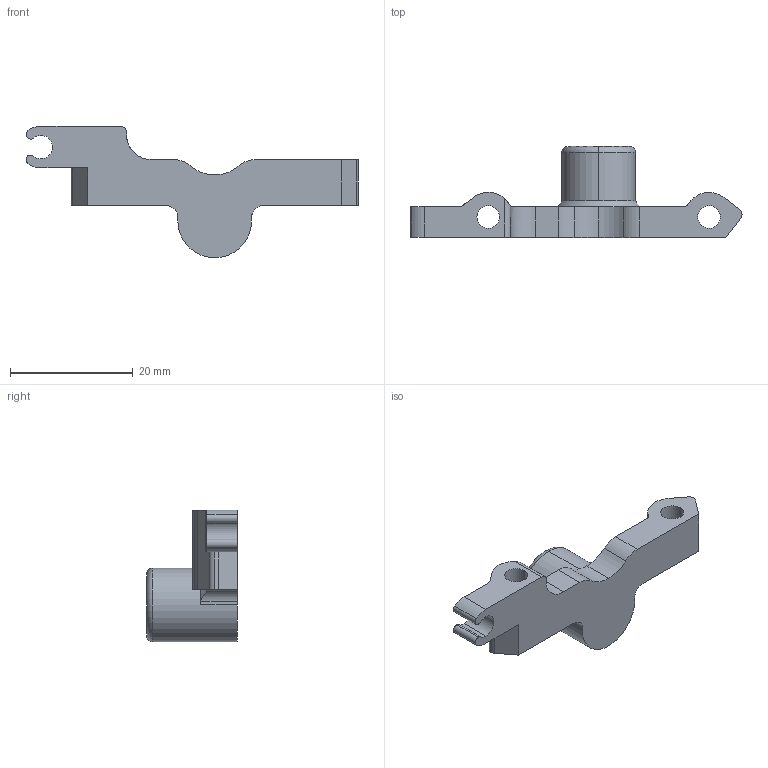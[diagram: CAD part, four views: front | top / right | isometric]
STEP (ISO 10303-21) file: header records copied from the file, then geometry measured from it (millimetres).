
FILE_DESCRIPTION (( 'STEP AP214' ), '1' );
FILE_NAME ('Mount_Lidar-Magnet.STEP', '2022-08-21T22:53:53', ( '' ), ( '' ), 'SwSTEP 2.0', 'SolidWorks 2021', '' );
FILE_SCHEMA (( 'AUTOMOTIVE_DESIGN' ));
Length unit declared in the file: millimetre
Products named in the file (1): Mount_Lidar-Magnet
Bounding box: 54.11 x 14.82 x 21.45 mm (x, y, z)
Volume: 3585.5 mm3; surface area: 2358.6 mm2
Topology: 1 solids, 1 shells, 55 faces, 152 edges, 100 vertices
Faces by surface type: cylinder 32, plane 18, torus 4, cone 1
Entity records: 1852 total; most frequent: CARTESIAN_POINT 345, DIRECTION 330, ORIENTED_EDGE 304, EDGE_CURVE 152, AXIS2_PLACEMENT_3D 129, VERTEX_POINT 100, CIRCLE 73, LINE 72
